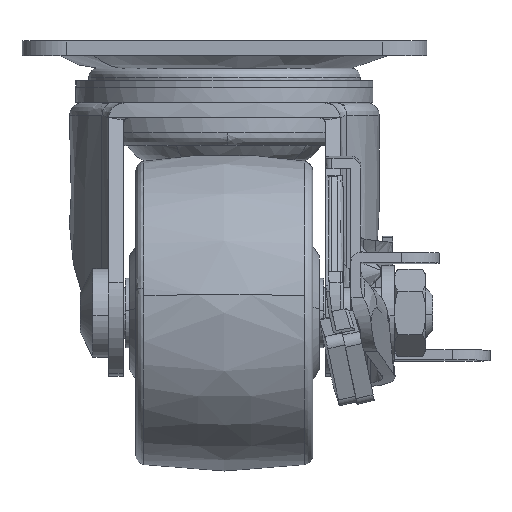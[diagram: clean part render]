
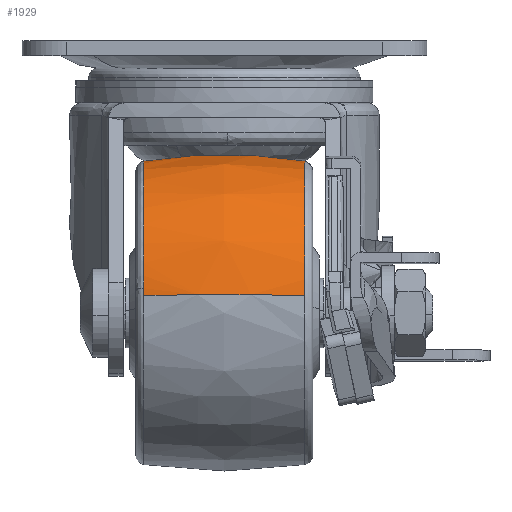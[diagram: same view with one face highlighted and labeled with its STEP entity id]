
A CAD part, left-side view. The second image highlights one B-rep face of the part: STEP entity #1929.
In plain terms, the highlighted free-form (B-spline) face has degree [2, 2] with [5, 5] control points.
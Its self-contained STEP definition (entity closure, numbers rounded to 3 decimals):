
#1503=CARTESIAN_POINT('',(0.0,-12.739,-19.021));
#1504=VERTEX_POINT('',#1503);
#1518=CARTESIAN_POINT('',(-23.819,-12.739,-40.231));
#1519=VERTEX_POINT('',#1518);
#1520=CARTESIAN_POINT('',(0.0,-12.739,-19.021));
#1521=CARTESIAN_POINT('',(-21.353,-12.739,-19.021));
#1522=CARTESIAN_POINT('',(-23.819,-12.739,-40.231));
#1530=(BOUNDED_CURVE()B_SPLINE_CURVE(2,(#1520,#1521,#1522),.UNSPECIFIED.,.F.,.U.)B_SPLINE_CURVE_WITH_KNOTS((3,3),(0.5,0.73),.UNSPECIFIED.)CURVE()GEOMETRIC_REPRESENTATION_ITEM()RATIONAL_B_SPLINE_CURVE((1.0,0.731,0.957))REPRESENTATION_ITEM(''));
#1531=EDGE_CURVE('',#1504,#1519,#1530,.T.);
#1630=CARTESIAN_POINT('',(-23.66,12.739,-39.1));
#1631=VERTEX_POINT('',#1630);
#1645=CARTESIAN_POINT('',(0.0,12.739,-19.021));
#1646=VERTEX_POINT('',#1645);
#1647=CARTESIAN_POINT('',(0.0,12.739,-19.021));
#1648=CARTESIAN_POINT('',(-20.35,12.739,-19.021));
#1649=CARTESIAN_POINT('',(-23.66,12.739,-39.1));
#1657=(BOUNDED_CURVE()B_SPLINE_CURVE(2,(#1647,#1648,#1649),.UNSPECIFIED.,.F.,.U.)B_SPLINE_CURVE_WITH_KNOTS((3,3),(0.5,0.722),.UNSPECIFIED.)CURVE()GEOMETRIC_REPRESENTATION_ITEM()RATIONAL_B_SPLINE_CURVE((1.0,0.74,0.942))REPRESENTATION_ITEM(''));
#1658=EDGE_CURVE('',#1646,#1631,#1657,.T.);
#1747=CARTESIAN_POINT('',(-23.819,12.739,-40.231));
#1748=VERTEX_POINT('',#1747);
#1764=CARTESIAN_POINT('',(-23.66,12.739,-39.1));
#1765=CARTESIAN_POINT('',(-23.753,12.739,-39.664));
#1766=CARTESIAN_POINT('',(-23.819,12.739,-40.231));
#1774=(BOUNDED_CURVE()B_SPLINE_CURVE(2,(#1764,#1765,#1766),.UNSPECIFIED.,.F.,.U.)B_SPLINE_CURVE_WITH_KNOTS((3,3),(0.722,0.73),.UNSPECIFIED.)CURVE()GEOMETRIC_REPRESENTATION_ITEM()RATIONAL_B_SPLINE_CURVE((0.942,0.949,0.957))REPRESENTATION_ITEM(''));
#1775=EDGE_CURVE('',#1631,#1748,#1774,.T.);
#1850=CARTESIAN_POINT('',(-23.819,-12.739,-40.231));
#1851=CARTESIAN_POINT('',(-24.833,-6.41,-40.113));
#1852=CARTESIAN_POINT('',(-24.833,0.,-40.113));
#1853=CARTESIAN_POINT('',(-24.833,6.41,-40.113));
#1854=CARTESIAN_POINT('',(-23.819,12.739,-40.231));
#1862=(BOUNDED_CURVE()B_SPLINE_CURVE(2,(#1850,#1851,#1852,#1853,#1854),.UNSPECIFIED.,.F.,.U.)B_SPLINE_CURVE_WITH_KNOTS((3,2,3),(0.4,0.5,0.6),.UNSPECIFIED.)CURVE()GEOMETRIC_REPRESENTATION_ITEM()RATIONAL_B_SPLINE_CURVE((0.932,0.941,0.957,0.941,0.932))REPRESENTATION_ITEM(''));
#1863=EDGE_CURVE('',#1519,#1748,#1862,.T.);
#1868=CARTESIAN_POINT('',(0.0,-12.739,-19.021));
#1869=CARTESIAN_POINT('',(0.0,-6.41,-18.0));
#1870=CARTESIAN_POINT('',(0.0,0.,-18.0));
#1871=CARTESIAN_POINT('',(0.0,6.41,-18.));
#1872=CARTESIAN_POINT('',(0.0,12.739,-19.021));
#1880=(BOUNDED_CURVE()B_SPLINE_CURVE(2,(#1868,#1869,#1870,#1871,#1872),.UNSPECIFIED.,.F.,.U.)B_SPLINE_CURVE_WITH_KNOTS((3,2,3),(0.4,0.5,0.6),.UNSPECIFIED.)CURVE()GEOMETRIC_REPRESENTATION_ITEM()RATIONAL_B_SPLINE_CURVE((0.974,0.984,1.0,0.984,0.974))REPRESENTATION_ITEM(''));
#1881=EDGE_CURVE('',#1504,#1646,#1880,.T.);
#1889=CARTESIAN_POINT('',(0.154,-14.015,-19.237));
#1890=CARTESIAN_POINT('',(0.162,-7.062,-18.));
#1891=CARTESIAN_POINT('',(0.162,0.,-18.0));
#1892=CARTESIAN_POINT('',(0.162,7.062,-18.));
#1893=CARTESIAN_POINT('',(0.154,14.015,-19.237));
#1894=CARTESIAN_POINT('',(0.077,-14.015,-19.237));
#1895=CARTESIAN_POINT('',(0.081,-7.062,-18.));
#1896=CARTESIAN_POINT('',(0.081,0.,-18.));
#1897=CARTESIAN_POINT('',(0.081,7.062,-18.0));
#1898=CARTESIAN_POINT('',(0.077,14.015,-19.237));
#1899=CARTESIAN_POINT('',(-21.161,-14.015,-19.237));
#1900=CARTESIAN_POINT('',(-22.262,-7.062,-18.));
#1901=CARTESIAN_POINT('',(-22.262,0.,-18.));
#1902=CARTESIAN_POINT('',(-22.262,7.062,-18.));
#1903=CARTESIAN_POINT('',(-21.161,14.015,-19.237));
#1904=CARTESIAN_POINT('',(-23.613,-14.015,-40.336));
#1905=CARTESIAN_POINT('',(-24.843,-7.062,-40.198));
#1906=CARTESIAN_POINT('',(-24.843,0.,-40.198));
#1907=CARTESIAN_POINT('',(-24.843,7.062,-40.198));
#1908=CARTESIAN_POINT('',(-23.613,14.015,-40.336));
#1909=CARTESIAN_POINT('',(-23.622,-14.015,-40.416));
#1910=CARTESIAN_POINT('',(-24.852,-7.062,-40.282));
#1911=CARTESIAN_POINT('',(-24.852,0.,-40.282));
#1912=CARTESIAN_POINT('',(-24.852,7.062,-40.282));
#1913=CARTESIAN_POINT('',(-23.622,14.015,-40.416));
#1921=(BOUNDED_SURFACE()B_SPLINE_SURFACE(2,2,((#1889,#1894,#1899,#1904,#1909),(#1890,#1895,#1900,#1905,#1910),(#1891,#1896,#1901,#1906,#1911),(#1892,#1897,#1902,#1907,#1912),(#1893,#1898,#1903,#1908,#1913)),.UNSPECIFIED.,.F.,.F.,.U.)B_SPLINE_SURFACE_WITH_KNOTS((3,2,3),(3,1,1,3),(0.0,14.27,28.541),(0.0,0.19,38.256,38.447),.UNSPECIFIED.)GEOMETRIC_REPRESENTATION_ITEM()RATIONAL_B_SPLINE_SURFACE(((0.975,0.973,0.71,0.931,0.932),(0.985,0.983,0.717,0.941,0.942),(1.003,1.001,0.731,0.958,0.959),(0.985,0.983,0.717,0.941,0.942),(0.975,0.973,0.71,0.931,0.932)))REPRESENTATION_ITEM('')SURFACE());
#1922=ORIENTED_EDGE('',*,*,#1531,.F.);
#1923=ORIENTED_EDGE('',*,*,#1881,.T.);
#1924=ORIENTED_EDGE('',*,*,#1658,.T.);
#1925=ORIENTED_EDGE('',*,*,#1775,.T.);
#1926=ORIENTED_EDGE('',*,*,#1863,.F.);
#1927=EDGE_LOOP('',(#1922,#1923,#1924,#1925,#1926));
#1928=FACE_OUTER_BOUND('',#1927,.T.);
#1929=ADVANCED_FACE('',(#1928),#1921,.T.);
